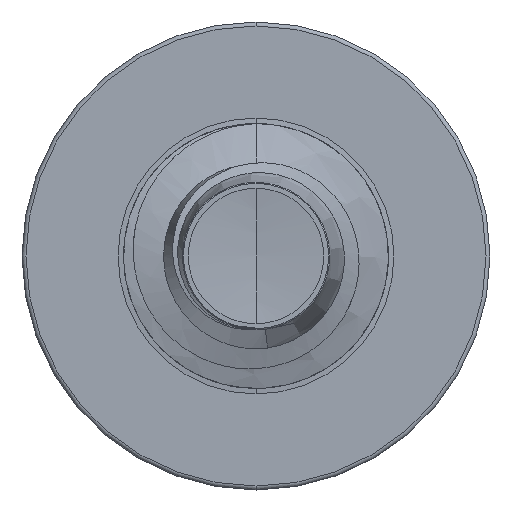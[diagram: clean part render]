
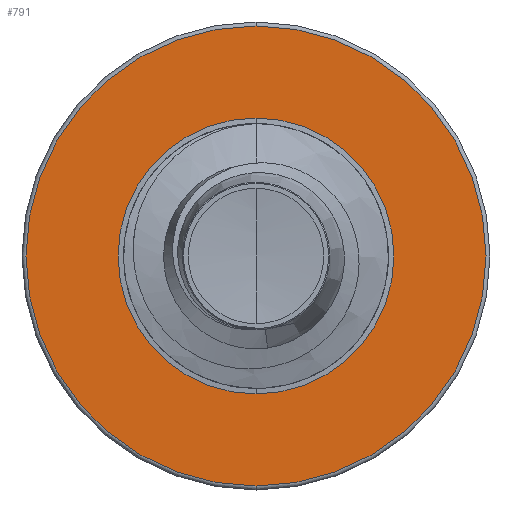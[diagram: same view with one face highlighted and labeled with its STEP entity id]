
A CAD part, front view. The second image highlights one B-rep face of the part: STEP entity #791.
In plain terms, the highlighted planar face has unit normal (0, -1, 0).
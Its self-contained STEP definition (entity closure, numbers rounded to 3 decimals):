
#415 = DIRECTION ( 'NONE',  ( 0., 0., 1. ) ) ;
#450 = DIRECTION ( 'NONE',  ( 0., 1., 0. ) ) ;
#480 = CARTESIAN_POINT ( 'NONE',  ( 0., 9., 0. ) ) ;
#528 = EDGE_CURVE ( 'NONE', #3559, #17113, #12053, .T. ) ;
#744 = EDGE_CURVE ( 'NONE', #12472, #14756, #11016, .T. ) ;
#791 = ADVANCED_FACE ( 'NONE', ( #17540, #5904 ), #9456, .F. ) ;
#2083 = CARTESIAN_POINT ( 'NONE',  ( 0., 9., 0. ) ) ;
#2674 = DIRECTION ( 'NONE',  ( 0., 0., 1. ) ) ;
#2678 = DIRECTION ( 'NONE',  ( 0., 1., 0. ) ) ;
#2705 = CARTESIAN_POINT ( 'NONE',  ( 0., 9., 0. ) ) ;
#3559 = VERTEX_POINT ( 'NONE', #17525 ) ;
#4058 = AXIS2_PLACEMENT_3D ( 'NONE', #480, #450, #415 ) ;
#4440 = AXIS2_PLACEMENT_3D ( 'NONE', #2705, #2678, #2674 ) ;
#4977 = EDGE_CURVE ( 'NONE', #17113, #3559, #16829, .T. ) ;
#5819 = EDGE_CURVE ( 'NONE', #14756, #12472, #9302, .T. ) ;
#5904 = FACE_BOUND ( 'NONE', #17286, .T. ) ;
#6033 = ORIENTED_EDGE ( 'NONE', *, *, #4977, .F. ) ;
#6408 = CARTESIAN_POINT ( 'NONE',  ( 0., 9., 1.562 ) ) ;
#6656 = ORIENTED_EDGE ( 'NONE', *, *, #744, .T. ) ;
#7174 = DIRECTION ( 'NONE',  ( 0., 0., 1. ) ) ;
#7204 = DIRECTION ( 'NONE',  ( 0., 1., 0. ) ) ;
#7251 = CARTESIAN_POINT ( 'NONE',  ( 0., 9., -1.562 ) ) ;
#7643 = DIRECTION ( 'NONE',  ( 0., 0., 1. ) ) ;
#7646 = DIRECTION ( 'NONE',  ( 0., 1., 0. ) ) ;
#7672 = CARTESIAN_POINT ( 'NONE',  ( 0., 9., 0. ) ) ;
#9302 = CIRCLE ( 'NONE', #4440, 1.562 ) ;
#9456 = PLANE ( 'NONE',  #17282 ) ;
#10201 = ORIENTED_EDGE ( 'NONE', *, *, #528, .F. ) ;
#10488 = DIRECTION ( 'NONE',  ( 0., 1., 0. ) ) ;
#10646 = EDGE_LOOP ( 'NONE', ( #10201, #6033 ) ) ;
#11016 = CIRCLE ( 'NONE', #12989, 1.562 ) ;
#11951 = DIRECTION ( 'NONE',  ( 0., 0., 1. ) ) ;
#12053 = CIRCLE ( 'NONE', #17414, 2.605 ) ;
#12472 = VERTEX_POINT ( 'NONE', #6408 ) ;
#12989 = AXIS2_PLACEMENT_3D ( 'NONE', #7672, #7646, #7643 ) ;
#13585 = CARTESIAN_POINT ( 'NONE',  ( 0., 9., -2.605 ) ) ;
#14756 = VERTEX_POINT ( 'NONE', #17332 ) ;
#15978 = ORIENTED_EDGE ( 'NONE', *, *, #5819, .T. ) ;
#16829 = CIRCLE ( 'NONE', #4058, 2.605 ) ;
#17113 = VERTEX_POINT ( 'NONE', #13585 ) ;
#17282 = AXIS2_PLACEMENT_3D ( 'NONE', #7251, #7204, #7174 ) ;
#17286 = EDGE_LOOP ( 'NONE', ( #6656, #15978 ) ) ;
#17332 = CARTESIAN_POINT ( 'NONE',  ( 0., 9., -1.562 ) ) ;
#17414 = AXIS2_PLACEMENT_3D ( 'NONE', #2083, #10488, #11951 ) ;
#17525 = CARTESIAN_POINT ( 'NONE',  ( 0., 9., 2.605 ) ) ;
#17540 = FACE_OUTER_BOUND ( 'NONE', #10646, .T. ) ;
